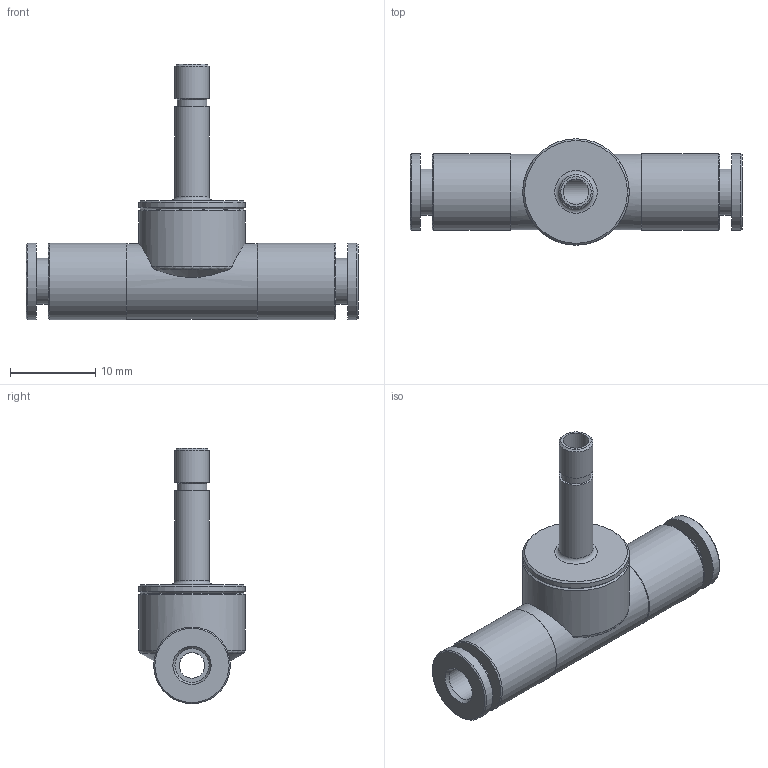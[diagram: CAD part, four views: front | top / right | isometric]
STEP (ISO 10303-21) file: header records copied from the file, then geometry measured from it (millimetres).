
FILE_DESCRIPTION(/* description */ ('STEP AP214'),/* implementation_level */ '2;1');
FILE_NAME(/* name */ '558791_NPQM-T-Q4-S4-P10',/* time_stamp */ '2024-09-13T07:15:18+02:00',/* author */ ('License CC BY-ND 4.0'),/* organization */ ('CADENAS'),/* preprocessor_version */ 'ST-DEVELOPER v19.3',/* originating_system */ 'PARTsolutions',/* authorisation */ ' ');
FILE_SCHEMA (('AUTOMOTIVE_DESIGN {1 0 10303 214 3 1 1}'));
Length unit declared in the file: millimetre
Products named in the file (1): 558791 NPQM-T-Q4-S4-P10
Bounding box: 39 x 12.5 x 30 mm (x, y, z)
Volume: 2728.4 mm3; surface area: 2483.7 mm2
Topology: 1 solids, 1 shells, 47 faces, 90 edges, 54 vertices
Faces by surface type: cone 17, cylinder 16, plane 11, torus 3
Full cylindrical faces by diameter (mm): 3 x2, 3.5 x1, 4 x4, 5.4 x2, 8.9 x1, 9 x4, 12.5 x2
Entity records: 1072 total; most frequent: CARTESIAN_POINT 196, DIRECTION 192, ORIENTED_EDGE 112, AXIS2_PLACEMENT_3D 96, EDGE_LOOP 92, FACE_BOUND 92, EDGE_CURVE 56, VERTEX_POINT 52
